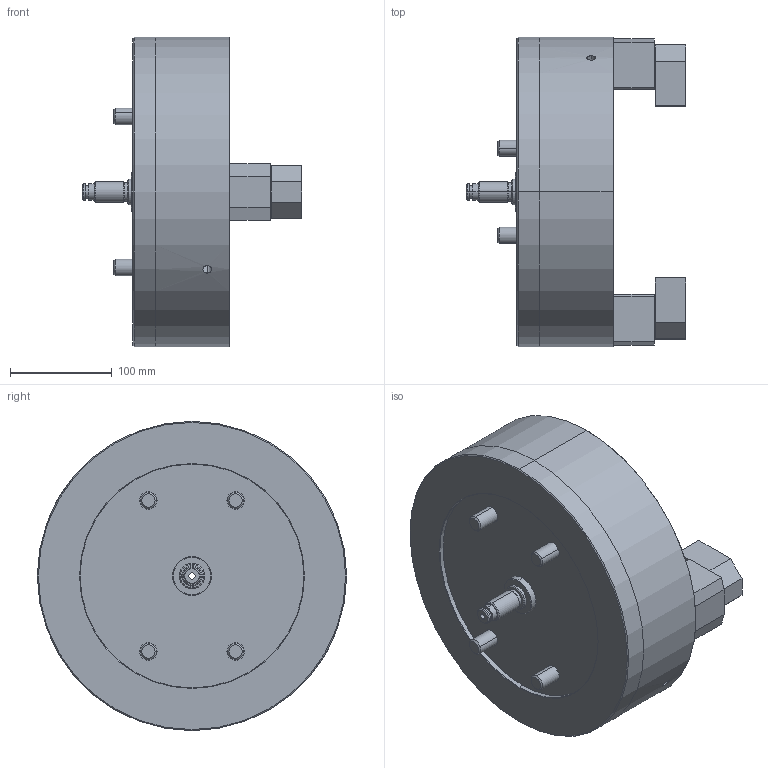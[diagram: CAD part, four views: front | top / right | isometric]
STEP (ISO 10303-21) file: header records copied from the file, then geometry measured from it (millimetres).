
FILE_DESCRIPTION (( 'STEP AP203' ), '1' );
FILE_NAME ('CF-2J-12.STEP', '2020-10-30T06:29:39', ( '' ), ( '' ), 'SwSTEP 2.0', 'SolidWorks 2016', '' );
FILE_SCHEMA (( 'CONFIG_CONTROL_DESIGN' ));
Length unit declared in the file: millimetre
Products named in the file (9): CF-3J-08-03000; CF-3J-08-15010; CF-2J-12-03000; CF-3J-08-07000; 圓頭內六角螺栓_M16x95; 圓頭內六角螺栓_M12x30; CF-2J-12; CF-2J-12-01000; CF-3J-08-04010
Assembly tree (15 placements, depth 2):
  CF-2J-12
    CF-2J-12-01000
    CF-3J-08-04010  x2
    CF-3J-08-03000  x2
    CF-3J-08-15010  x2
    CF-2J-12-03000
    CF-3J-08-07000
    圓頭內六角螺栓_M16x95  x4
    圓頭內六角螺栓_M12x30  x2
Bounding box: 216 x 304 x 304 mm (x, y, z)
Volume: 7040401.2 mm3; surface area: 530500.4 mm2
Topology: 15 solids, 15 shells, 381 faces, 842 edges, 510 vertices
Faces by surface type: plane 163, cylinder 122, cone 94, torus 2
Entity records: 7877 total; most frequent: DIRECTION 1278, CARTESIAN_POINT 1227, ORIENTED_EDGE 1032, EDGE_CURVE 516, AXIS2_PLACEMENT_3D 508, VERTEX_POINT 321, EDGE_LOOP 295, VECTOR 262
